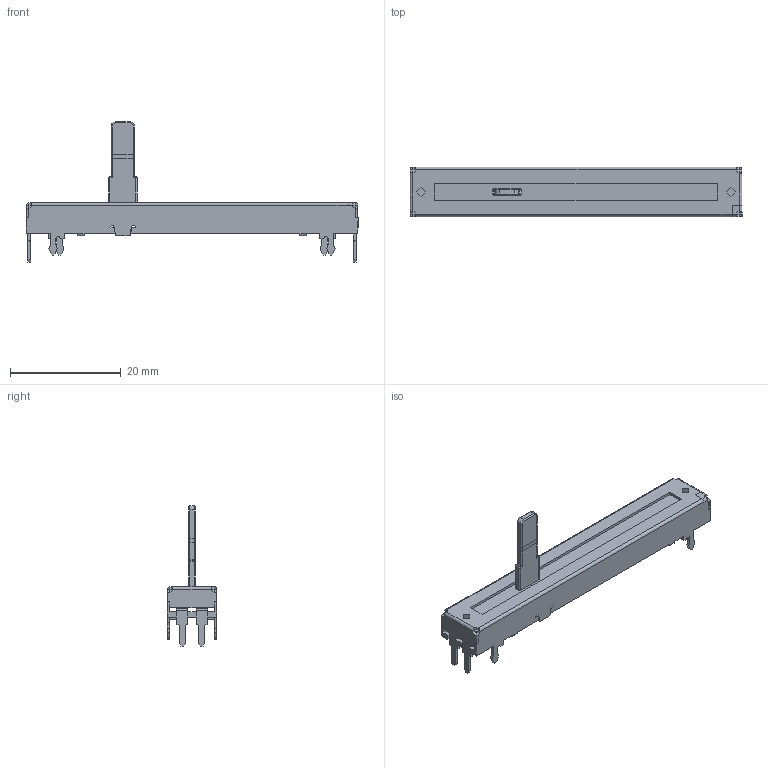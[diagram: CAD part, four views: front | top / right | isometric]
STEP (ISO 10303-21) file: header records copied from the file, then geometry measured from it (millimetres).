
FILE_DESCRIPTION(/* description */ (''),/* implementation_level */ '2;1');
FILE_NAME(/* name */ 'Slider potentiometer FjordBoard.step',/* time_stamp */ '2022-04-20T15:54:45+02:00',/* author */ (''),/* organization */ (''),/* preprocessor_version */ 'ST-DEVELOPER v18.1',/* originating_system */ 'Autodesk Translation Framework v10.14.0.1471',/* authorisation */ '');
FILE_SCHEMA (('AUTOMOTIVE_DESIGN { 1 0 10303 214 3 1 1 }'));
Length unit declared in the file: millimetre
Products named in the file (1): Slide potentiometers
Bounding box: 60 x 9 x 25.36 mm (x, y, z)
Volume: 1815.4 mm3; surface area: 3551.4 mm2
Topology: 3 solids, 3 shells, 390 faces, 1062 edges, 666 vertices
Faces by surface type: plane 249, cylinder 81, bspline 52, sphere 4, torus 4
Full cylindrical faces by diameter (mm): 1 x3, 1.7 x2, 2 x3
Entity records: 13244 total; most frequent: CARTESIAN_POINT 3443, ORIENTED_EDGE 2108, DIRECTION 1804, EDGE_CURVE 1054, LINE 790, VECTOR 790, VERTEX_POINT 666, AXIS2_PLACEMENT_3D 507
